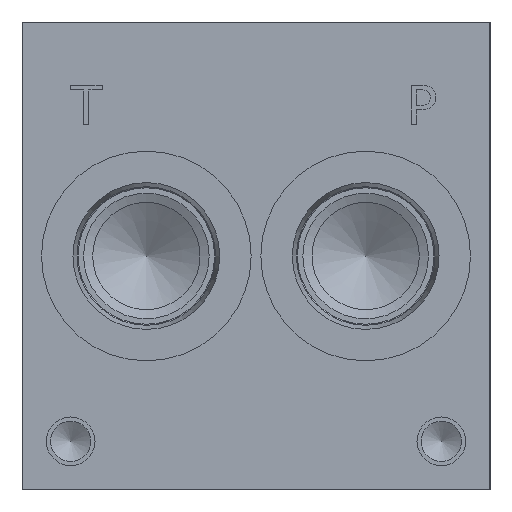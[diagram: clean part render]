
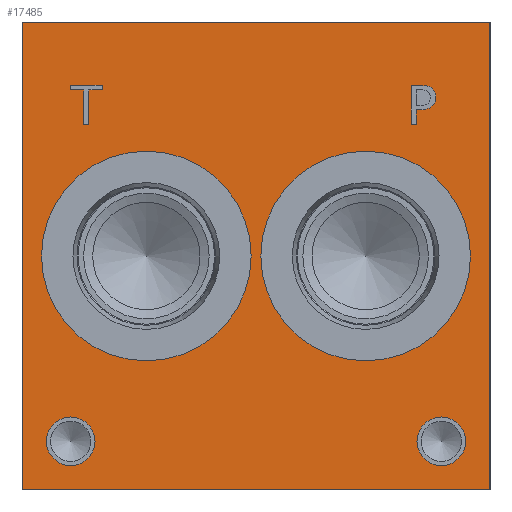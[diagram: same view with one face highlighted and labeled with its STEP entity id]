
A CAD part, left-side view. The second image highlights one B-rep face of the part: STEP entity #17485.
In plain terms, the highlighted planar face has unit normal (-1, 0, 0).
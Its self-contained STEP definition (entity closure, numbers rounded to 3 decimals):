
#328=CIRCLE('',#18301,17.069);
#329=CIRCLE('',#18302,17.069);
#330=CIRCLE('',#18303,3.962);
#331=CIRCLE('',#18304,3.962);
#750=FACE_BOUND('',#3078,.T.);
#751=FACE_BOUND('',#3079,.T.);
#752=FACE_BOUND('',#3080,.T.);
#753=FACE_BOUND('',#3081,.T.);
#754=FACE_BOUND('',#3082,.T.);
#755=FACE_BOUND('',#3083,.T.);
#1278=PLANE('',#18300);
#1989=FACE_OUTER_BOUND('',#3077,.T.);
#3077=EDGE_LOOP('',(#14625,#14626,#14627,#14628));
#3078=EDGE_LOOP('',(#14629));
#3079=EDGE_LOOP('',(#14630));
#3080=EDGE_LOOP('',(#14631));
#3081=EDGE_LOOP('',(#14632));
#3082=EDGE_LOOP('',(#14633,#14634,#14635,#14636,#14637,#14638,#14639,#14640));
#3083=EDGE_LOOP('',(#14641,#14642,#14643,#14644,#14645,#14646,#14647,#14648,
#14649));
#3621=LINE('',#23224,#5210);
#4821=LINE('',#29306,#6410);
#4824=LINE('',#29312,#6413);
#4827=LINE('',#29318,#6416);
#4830=LINE('',#29324,#6419);
#4833=LINE('',#29330,#6422);
#4837=LINE('',#29372,#6426);
#4838=LINE('',#29374,#6427);
#4839=LINE('',#29375,#6428);
#4840=LINE('',#29386,#6429);
#4841=LINE('',#29388,#6430);
#4842=LINE('',#29390,#6431);
#4843=LINE('',#29392,#6432);
#4844=LINE('',#29394,#6433);
#4845=LINE('',#29396,#6434);
#4846=LINE('',#29398,#6435);
#4847=LINE('',#29399,#6436);
#5210=VECTOR('',#19090,10.);
#6410=VECTOR('',#21102,10.);
#6413=VECTOR('',#21107,10.);
#6416=VECTOR('',#21112,10.);
#6419=VECTOR('',#21117,10.);
#6422=VECTOR('',#21122,10.);
#6426=VECTOR('',#21130,10.);
#6427=VECTOR('',#21131,10.);
#6428=VECTOR('',#21132,10.);
#6429=VECTOR('',#21141,10.);
#6430=VECTOR('',#21142,10.);
#6431=VECTOR('',#21143,10.);
#6432=VECTOR('',#21144,10.);
#6433=VECTOR('',#21145,10.);
#6434=VECTOR('',#21146,10.);
#6435=VECTOR('',#21147,10.);
#6436=VECTOR('',#21148,10.);
#7198=B_SPLINE_CURVE_WITH_KNOTS('',2,(#29273,#29274,#29275,#29276),
 .UNSPECIFIED.,.F.,.F.,(3,1,3),(0.,1.,2.),.UNSPECIFIED.);
#7200=B_SPLINE_CURVE_WITH_KNOTS('',2,(#29294,#29295,#29296,#29297),
 .UNSPECIFIED.,.F.,.F.,(3,1,3),(0.,1.,2.),.UNSPECIFIED.);
#7202=B_SPLINE_CURVE_WITH_KNOTS('',2,(#29343,#29344,#29345,#29346),
 .UNSPECIFIED.,.F.,.F.,(3,1,3),(0.,1.,2.),.UNSPECIFIED.);
#7204=B_SPLINE_CURVE_WITH_KNOTS('',2,(#29361,#29362,#29363,#29364),
 .UNSPECIFIED.,.F.,.F.,(3,1,3),(0.,1.,2.),.UNSPECIFIED.);
#7254=VERTEX_POINT('',#23217);
#7257=VERTEX_POINT('',#23222);
#8351=VERTEX_POINT('',#29271);
#8352=VERTEX_POINT('',#29272);
#8355=VERTEX_POINT('',#29293);
#8357=VERTEX_POINT('',#29305);
#8359=VERTEX_POINT('',#29311);
#8361=VERTEX_POINT('',#29317);
#8363=VERTEX_POINT('',#29323);
#8365=VERTEX_POINT('',#29329);
#8367=VERTEX_POINT('',#29342);
#8369=VERTEX_POINT('',#29371);
#8370=VERTEX_POINT('',#29373);
#8371=VERTEX_POINT('',#29376);
#8372=VERTEX_POINT('',#29378);
#8373=VERTEX_POINT('',#29380);
#8374=VERTEX_POINT('',#29382);
#8375=VERTEX_POINT('',#29384);
#8376=VERTEX_POINT('',#29385);
#8377=VERTEX_POINT('',#29387);
#8378=VERTEX_POINT('',#29389);
#8379=VERTEX_POINT('',#29391);
#8380=VERTEX_POINT('',#29393);
#8381=VERTEX_POINT('',#29395);
#8382=VERTEX_POINT('',#29397);
#8879=EDGE_CURVE('',#7254,#7257,#3621,.T.);
#10511=EDGE_CURVE('',#8351,#8352,#7198,.T.);
#10515=EDGE_CURVE('',#8355,#8351,#7200,.T.);
#10518=EDGE_CURVE('',#8357,#8355,#4821,.T.);
#10521=EDGE_CURVE('',#8359,#8357,#4824,.T.);
#10524=EDGE_CURVE('',#8361,#8359,#4827,.T.);
#10527=EDGE_CURVE('',#8363,#8361,#4830,.T.);
#10530=EDGE_CURVE('',#8365,#8363,#4833,.T.);
#10533=EDGE_CURVE('',#8367,#8365,#7202,.T.);
#10536=EDGE_CURVE('',#8352,#8367,#7204,.T.);
#10538=EDGE_CURVE('',#8369,#7254,#4837,.T.);
#10539=EDGE_CURVE('',#8370,#7257,#4838,.T.);
#10540=EDGE_CURVE('',#8369,#8370,#4839,.T.);
#10541=EDGE_CURVE('',#8371,#8371,#328,.T.);
#10542=EDGE_CURVE('',#8372,#8372,#329,.T.);
#10543=EDGE_CURVE('',#8373,#8373,#330,.T.);
#10544=EDGE_CURVE('',#8374,#8374,#331,.T.);
#10545=EDGE_CURVE('',#8375,#8376,#4840,.T.);
#10546=EDGE_CURVE('',#8376,#8377,#4841,.T.);
#10547=EDGE_CURVE('',#8377,#8378,#4842,.T.);
#10548=EDGE_CURVE('',#8378,#8379,#4843,.T.);
#10549=EDGE_CURVE('',#8379,#8380,#4844,.T.);
#10550=EDGE_CURVE('',#8380,#8381,#4845,.T.);
#10551=EDGE_CURVE('',#8381,#8382,#4846,.T.);
#10552=EDGE_CURVE('',#8382,#8375,#4847,.T.);
#14625=ORIENTED_EDGE('',*,*,#10538,.T.);
#14626=ORIENTED_EDGE('',*,*,#8879,.T.);
#14627=ORIENTED_EDGE('',*,*,#10539,.F.);
#14628=ORIENTED_EDGE('',*,*,#10540,.F.);
#14629=ORIENTED_EDGE('',*,*,#10541,.T.);
#14630=ORIENTED_EDGE('',*,*,#10542,.T.);
#14631=ORIENTED_EDGE('',*,*,#10543,.T.);
#14632=ORIENTED_EDGE('',*,*,#10544,.T.);
#14633=ORIENTED_EDGE('',*,*,#10545,.T.);
#14634=ORIENTED_EDGE('',*,*,#10546,.T.);
#14635=ORIENTED_EDGE('',*,*,#10547,.T.);
#14636=ORIENTED_EDGE('',*,*,#10548,.T.);
#14637=ORIENTED_EDGE('',*,*,#10549,.T.);
#14638=ORIENTED_EDGE('',*,*,#10550,.T.);
#14639=ORIENTED_EDGE('',*,*,#10551,.T.);
#14640=ORIENTED_EDGE('',*,*,#10552,.T.);
#14641=ORIENTED_EDGE('',*,*,#10511,.T.);
#14642=ORIENTED_EDGE('',*,*,#10536,.T.);
#14643=ORIENTED_EDGE('',*,*,#10533,.T.);
#14644=ORIENTED_EDGE('',*,*,#10530,.T.);
#14645=ORIENTED_EDGE('',*,*,#10527,.T.);
#14646=ORIENTED_EDGE('',*,*,#10524,.T.);
#14647=ORIENTED_EDGE('',*,*,#10521,.T.);
#14648=ORIENTED_EDGE('',*,*,#10518,.T.);
#14649=ORIENTED_EDGE('',*,*,#10515,.T.);
#17485=ADVANCED_FACE('',(#1989,#750,#751,#752,#753,#754,#755),#1278,.T.);
#18300=AXIS2_PLACEMENT_3D('',#29370,#21128,#21129);
#18301=AXIS2_PLACEMENT_3D('',#29377,#21133,#21134);
#18302=AXIS2_PLACEMENT_3D('',#29379,#21135,#21136);
#18303=AXIS2_PLACEMENT_3D('',#29381,#21137,#21138);
#18304=AXIS2_PLACEMENT_3D('',#29383,#21139,#21140);
#19090=DIRECTION('',(0.,0.,1.));
#21102=DIRECTION('',(0.,-1.,0.));
#21107=DIRECTION('',(0.,0.,1.));
#21112=DIRECTION('',(0.,1.,0.));
#21117=DIRECTION('',(0.,0.,-1.));
#21122=DIRECTION('',(0.,1.,0.));
#21128=DIRECTION('center_axis',(-1.,0.,0.));
#21129=DIRECTION('ref_axis',(0.,-1.,0.));
#21130=DIRECTION('',(0.,-1.,0.));
#21131=DIRECTION('',(0.,-1.,0.));
#21132=DIRECTION('',(0.,0.,1.));
#21133=DIRECTION('center_axis',(1.,0.,0.));
#21134=DIRECTION('ref_axis',(0.,0.,1.));
#21135=DIRECTION('center_axis',(1.,0.,0.));
#21136=DIRECTION('ref_axis',(0.,0.,1.));
#21137=DIRECTION('center_axis',(1.,0.,0.));
#21138=DIRECTION('ref_axis',(0.,1.,0.));
#21139=DIRECTION('center_axis',(1.,0.,0.));
#21140=DIRECTION('ref_axis',(0.,1.,0.));
#21141=DIRECTION('',(0.,1.,0.));
#21142=DIRECTION('',(0.,0.,1.));
#21143=DIRECTION('',(0.,1.,0.));
#21144=DIRECTION('',(0.,0.,1.));
#21145=DIRECTION('',(0.,-1.,0.));
#21146=DIRECTION('',(0.,0.,-1.));
#21147=DIRECTION('',(0.,1.,0.));
#21148=DIRECTION('',(0.,0.,-1.));
#23217=CARTESIAN_POINT('',(0.,0.,0.));
#23222=CARTESIAN_POINT('',(0.,0.,76.2));
#23224=CARTESIAN_POINT('',(0.,0.,0.));
#29271=CARTESIAN_POINT('',(0.,9.593,65.485));
#29272=CARTESIAN_POINT('',(0.,8.837,63.967));
#29273=CARTESIAN_POINT('Ctrl Pts',(0.,9.593,65.485));
#29274=CARTESIAN_POINT('Ctrl Pts',(0.,9.238,65.243));
#29275=CARTESIAN_POINT('Ctrl Pts',(0.,8.837,64.497));
#29276=CARTESIAN_POINT('Ctrl Pts',(0.,8.837,63.967));
#29293=CARTESIAN_POINT('',(0.,11.255,65.881));
#29294=CARTESIAN_POINT('Ctrl Pts',(0.,11.255,65.881));
#29295=CARTESIAN_POINT('Ctrl Pts',(0.,10.689,65.881));
#29296=CARTESIAN_POINT('Ctrl Pts',(0.,9.897,65.696));
#29297=CARTESIAN_POINT('Ctrl Pts',(0.,9.593,65.485));
#29305=CARTESIAN_POINT('',(0.,12.851,65.881));
#29306=CARTESIAN_POINT('',(0.,44.525,65.881));
#29311=CARTESIAN_POINT('',(0.,12.851,59.531));
#29312=CARTESIAN_POINT('',(0.,12.851,29.766));
#29317=CARTESIAN_POINT('',(0.,12.007,59.531));
#29318=CARTESIAN_POINT('',(0.,44.103,59.531));
#29323=CARTESIAN_POINT('',(0.,12.007,61.898));
#29324=CARTESIAN_POINT('',(0.,12.007,30.949));
#29329=CARTESIAN_POINT('',(0.,11.291,61.898));
#29330=CARTESIAN_POINT('',(0.,43.746,61.898));
#29342=CARTESIAN_POINT('',(0.,9.392,62.557));
#29343=CARTESIAN_POINT('Ctrl Pts',(0.,9.392,62.557));
#29344=CARTESIAN_POINT('Ctrl Pts',(0.,9.722,62.233));
#29345=CARTESIAN_POINT('Ctrl Pts',(0.,10.612,61.898));
#29346=CARTESIAN_POINT('Ctrl Pts',(0.,11.291,61.898));
#29361=CARTESIAN_POINT('Ctrl Pts',(0.,8.837,63.967));
#29362=CARTESIAN_POINT('Ctrl Pts',(0.,8.837,63.555));
#29363=CARTESIAN_POINT('Ctrl Pts',(0.,9.13,62.814));
#29364=CARTESIAN_POINT('Ctrl Pts',(0.,9.392,62.557));
#29370=CARTESIAN_POINT('Origin',(0.,76.2,0.));
#29371=CARTESIAN_POINT('',(0.,76.2,0.));
#29372=CARTESIAN_POINT('',(0.,76.2,0.));
#29373=CARTESIAN_POINT('',(0.,76.2,76.2));
#29374=CARTESIAN_POINT('',(0.,76.2,76.2));
#29375=CARTESIAN_POINT('',(0.,76.2,0.));
#29376=CARTESIAN_POINT('',(0.,55.956,21.031));
#29377=CARTESIAN_POINT('Origin',(0.,55.956,38.1));
#29378=CARTESIAN_POINT('',(0.,20.244,21.031));
#29379=CARTESIAN_POINT('Origin',(0.,20.244,38.1));
#29380=CARTESIAN_POINT('',(0.,64.313,7.925));
#29381=CARTESIAN_POINT('Origin',(0.,68.275,7.925));
#29382=CARTESIAN_POINT('',(0.,3.962,7.925));
#29383=CARTESIAN_POINT('Origin',(0.,7.925,7.925));
#29384=CARTESIAN_POINT('',(0.,65.293,59.531));
#29385=CARTESIAN_POINT('',(0.,66.137,59.531));
#29386=CARTESIAN_POINT('',(0.,70.747,59.531));
#29387=CARTESIAN_POINT('',(0.,66.137,65.13));
#29388=CARTESIAN_POINT('',(0.,66.137,29.766));
#29389=CARTESIAN_POINT('',(0.,68.268,65.13));
#29390=CARTESIAN_POINT('',(0.,71.169,65.13));
#29391=CARTESIAN_POINT('',(0.,68.268,65.881));
#29392=CARTESIAN_POINT('',(0.,68.268,32.565));
#29393=CARTESIAN_POINT('',(0.,63.163,65.881));
#29394=CARTESIAN_POINT('',(0.,72.234,65.881));
#29395=CARTESIAN_POINT('',(0.,63.163,65.13));
#29396=CARTESIAN_POINT('',(0.,63.163,32.941));
#29397=CARTESIAN_POINT('',(0.,65.293,65.13));
#29398=CARTESIAN_POINT('',(0.,69.681,65.13));
#29399=CARTESIAN_POINT('',(0.,65.293,32.565));
